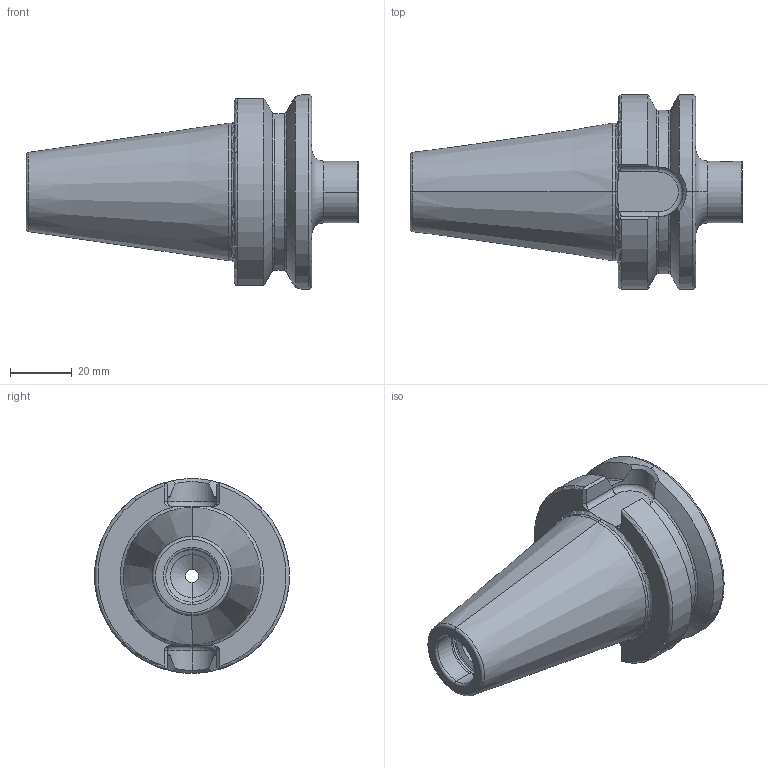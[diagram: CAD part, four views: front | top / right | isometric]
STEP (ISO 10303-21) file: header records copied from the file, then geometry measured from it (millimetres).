
FILE_DESCRIPTION (( 'STEP AP203' ), '1' );
FILE_NAME ('BT4-ST1.K01.042.STEP', '2017-11-03T07:33:18', ( 'SWIAdmin' ), ( 'Hewlett-Packard Company' ), 'SwSTEP 2.0', 'SolidWorks 2017', '' );
FILE_SCHEMA (( 'CONFIG_CONTROL_DESIGN' ));
Length unit declared in the file: millimetre
Products named in the file (3): BT4-ST1.K01.042_B; ST1-ER1.001.005_A; BT4-ST1.K01.042
Assembly tree (2 placements, depth 2):
  BT4-ST1.K01.042
    BT4-ST1.K01.042_B
    ST1-ER1.001.005_A
Bounding box: 107.4 x 63 x 63 mm (x, y, z)
Volume: 129574.3 mm3; surface area: 22368 mm2
Topology: 2 solids, 2 shells, 146 faces, 360 edges, 217 vertices
Faces by surface type: cylinder 42, plane 42, torus 30, cone 28, bspline 4
Entity records: 5174 total; most frequent: CARTESIAN_POINT 1521, ORIENTED_EDGE 716, DIRECTION 702, EDGE_CURVE 358, AXIS2_PLACEMENT_3D 283, VERTEX_POINT 217, EDGE_LOOP 151, FACE_OUTER_BOUND 146
